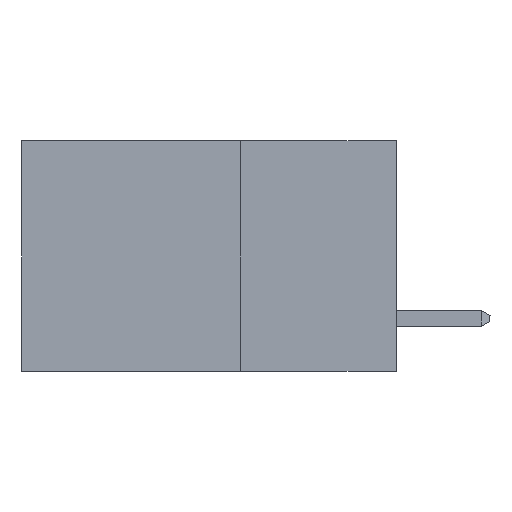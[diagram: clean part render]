
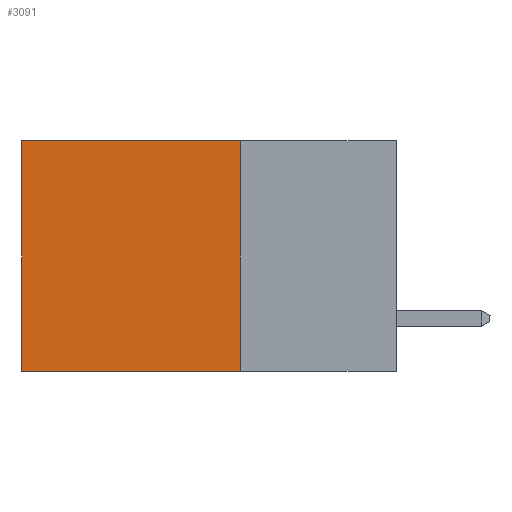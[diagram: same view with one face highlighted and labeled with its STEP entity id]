
A CAD part, left-side view. The second image highlights one B-rep face of the part: STEP entity #3091.
In plain terms, the highlighted planar face has unit normal (-1, 0, 0).
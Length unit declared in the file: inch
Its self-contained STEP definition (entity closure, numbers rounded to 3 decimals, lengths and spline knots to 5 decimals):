
#177 = DIRECTION ( 'NONE',  ( 0., 1., 0. ) ) ;
#335 = LINE ( 'NONE', #11909, #17592 ) ;
#424 = CARTESIAN_POINT ( 'NONE',  ( 0.2615, 0.25, -0.37 ) ) ;
#1201 = ORIENTED_EDGE ( 'NONE', *, *, #13297, .F. ) ;
#2522 = VECTOR ( 'NONE', #20873, 39.37008 ) ;
#2553 = CARTESIAN_POINT ( 'NONE',  ( 0.2615, 0.25, -0.37 ) ) ;
#2941 = DIRECTION ( 'NONE',  ( 1., 0., 0. ) ) ;
#3091 = ADVANCED_FACE ( 'NONE', ( #20471 ), #6287, .F. ) ;
#4823 = CARTESIAN_POINT ( 'NONE',  ( 0.2615, 0.25, 0. ) ) ;
#5957 = CARTESIAN_POINT ( 'NONE',  ( 0.2615, 0.25, -0.37 ) ) ;
#6083 = LINE ( 'NONE', #5957, #10050 ) ;
#6287 = PLANE ( 'NONE',  #20227 ) ;
#8497 = VECTOR ( 'NONE', #11172, 39.37008 ) ;
#10050 = VECTOR ( 'NONE', #177, 39.37008 ) ;
#10421 = DIRECTION ( 'NONE',  ( 0., 0., -1. ) ) ;
#11172 = DIRECTION ( 'NONE',  ( 0., 0., -1. ) ) ;
#11203 = LINE ( 'NONE', #16986, #2522 ) ;
#11456 = VERTEX_POINT ( 'NONE', #22092 ) ;
#11909 = CARTESIAN_POINT ( 'NONE',  ( 0.2615, 0.25, 0. ) ) ;
#12991 = ORIENTED_EDGE ( 'NONE', *, *, #24376, .F. ) ;
#13163 = ORIENTED_EDGE ( 'NONE', *, *, #20734, .T. ) ;
#13297 = EDGE_CURVE ( 'NONE', #21672, #14367, #11203, .T. ) ;
#13732 = CARTESIAN_POINT ( 'NONE',  ( 0.2615, 0.6, 0. ) ) ;
#14367 = VERTEX_POINT ( 'NONE', #424 ) ;
#16986 = CARTESIAN_POINT ( 'NONE',  ( 0.2615, 0.25, -0.37 ) ) ;
#17583 = ORIENTED_EDGE ( 'NONE', *, *, #22724, .T. ) ;
#17592 = VECTOR ( 'NONE', #21814, 39.37008 ) ;
#18898 = CARTESIAN_POINT ( 'NONE',  ( 0.2615, 0.6, -0.37 ) ) ;
#19162 = LINE ( 'NONE', #18898, #8497 ) ;
#20227 = AXIS2_PLACEMENT_3D ( 'NONE', #2553, #2941, #10421 ) ;
#20471 = FACE_OUTER_BOUND ( 'NONE', #23433, .T. ) ;
#20734 = EDGE_CURVE ( 'NONE', #20941, #11456, #19162, .T. ) ;
#20873 = DIRECTION ( 'NONE',  ( 0., 0., -1. ) ) ;
#20941 = VERTEX_POINT ( 'NONE', #13732 ) ;
#21672 = VERTEX_POINT ( 'NONE', #4823 ) ;
#21814 = DIRECTION ( 'NONE',  ( 0., 1., 0. ) ) ;
#22092 = CARTESIAN_POINT ( 'NONE',  ( 0.2615, 0.6, -0.37 ) ) ;
#22724 = EDGE_CURVE ( 'NONE', #21672, #20941, #335, .T. ) ;
#23433 = EDGE_LOOP ( 'NONE', ( #13163, #12991, #1201, #17583 ) ) ;
#24376 = EDGE_CURVE ( 'NONE', #14367, #11456, #6083, .T. ) ;
